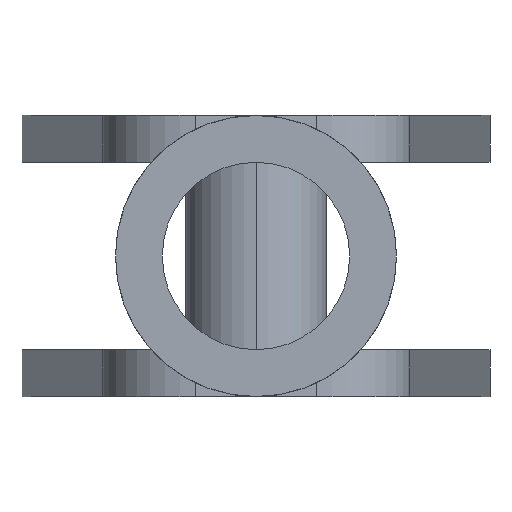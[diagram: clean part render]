
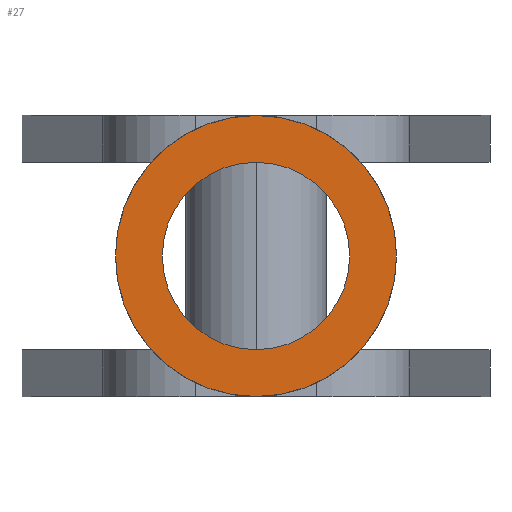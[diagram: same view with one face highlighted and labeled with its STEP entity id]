
A CAD part, left-side view. The second image highlights one B-rep face of the part: STEP entity #27.
In plain terms, the highlighted planar face has unit normal (-1, 0, 0).
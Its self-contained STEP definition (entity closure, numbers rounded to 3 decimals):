
#27 = ADVANCED_FACE ( 'NONE', ( #174, #802 ), #794, .T. ) ;
#76 = DIRECTION ( 'NONE',  ( 0., -1., 0. ) ) ;
#174 = FACE_OUTER_BOUND ( 'NONE', #1119, .T. ) ;
#191 = ORIENTED_EDGE ( 'NONE', *, *, #1145, .F. ) ;
#250 = ORIENTED_EDGE ( 'NONE', *, *, #1185, .F. ) ;
#256 = ORIENTED_EDGE ( 'NONE', *, *, #611, .T. ) ;
#390 = DIRECTION ( 'NONE',  ( -1., 0., 0. ) ) ;
#415 = CARTESIAN_POINT ( 'NONE',  ( -1., -1., 1.5 ) ) ;
#480 = CARTESIAN_POINT ( 'NONE',  ( -1., 0., 1.5 ) ) ;
#539 = AXIS2_PLACEMENT_3D ( 'NONE', #696, #1182, #582 ) ;
#582 = DIRECTION ( 'NONE',  ( 0., -1., 0. ) ) ;
#611 = EDGE_CURVE ( 'NONE', #1170, #777, #1295, .T. ) ;
#666 = VERTEX_POINT ( 'NONE', #415 ) ;
#695 = CARTESIAN_POINT ( 'NONE',  ( -1., 0., 1.5 ) ) ;
#696 = CARTESIAN_POINT ( 'NONE',  ( -1., 0., 1.5 ) ) ;
#722 = CARTESIAN_POINT ( 'NONE',  ( -1., 0., 1.5 ) ) ;
#739 = CARTESIAN_POINT ( 'NONE',  ( -1., 1.5, 1.5 ) ) ;
#743 = AXIS2_PLACEMENT_3D ( 'NONE', #480, #991, #1100 ) ;
#777 = VERTEX_POINT ( 'NONE', #739 ) ;
#794 = PLANE ( 'NONE',  #1247 ) ;
#796 = DIRECTION ( 'NONE',  ( 0., -1., 0. ) ) ;
#800 = EDGE_CURVE ( 'NONE', #777, #1170, #1090, .T. ) ;
#802 = FACE_BOUND ( 'NONE', #1024, .T. ) ;
#848 = CIRCLE ( 'NONE', #1093, 1. ) ;
#991 = DIRECTION ( 'NONE',  ( -1., 0., 0. ) ) ;
#1008 = DIRECTION ( 'NONE',  ( -1., 0., 0. ) ) ;
#1015 = VERTEX_POINT ( 'NONE', #1135 ) ;
#1024 = EDGE_LOOP ( 'NONE', ( #191, #250 ) ) ;
#1043 = DIRECTION ( 'NONE',  ( -1., 0., 0. ) ) ;
#1049 = AXIS2_PLACEMENT_3D ( 'NONE', #722, #1043, #1121 ) ;
#1090 = CIRCLE ( 'NONE', #539, 1.5 ) ;
#1093 = AXIS2_PLACEMENT_3D ( 'NONE', #1114, #390, #796 ) ;
#1100 = DIRECTION ( 'NONE',  ( 0., -1., 0. ) ) ;
#1114 = CARTESIAN_POINT ( 'NONE',  ( -1., 0., 1.5 ) ) ;
#1119 = EDGE_LOOP ( 'NONE', ( #1297, #256 ) ) ;
#1121 = DIRECTION ( 'NONE',  ( 0., -1., 0. ) ) ;
#1135 = CARTESIAN_POINT ( 'NONE',  ( -1., 1., 1.5 ) ) ;
#1145 = EDGE_CURVE ( 'NONE', #1015, #666, #848, .T. ) ;
#1170 = VERTEX_POINT ( 'NONE', #1196 ) ;
#1182 = DIRECTION ( 'NONE',  ( -1., 0., 0. ) ) ;
#1185 = EDGE_CURVE ( 'NONE', #666, #1015, #1320, .T. ) ;
#1196 = CARTESIAN_POINT ( 'NONE',  ( -1., -1.5, 1.5 ) ) ;
#1247 = AXIS2_PLACEMENT_3D ( 'NONE', #695, #1008, #76 ) ;
#1295 = CIRCLE ( 'NONE', #1049, 1.5 ) ;
#1297 = ORIENTED_EDGE ( 'NONE', *, *, #800, .T. ) ;
#1320 = CIRCLE ( 'NONE', #743, 1. ) ;
